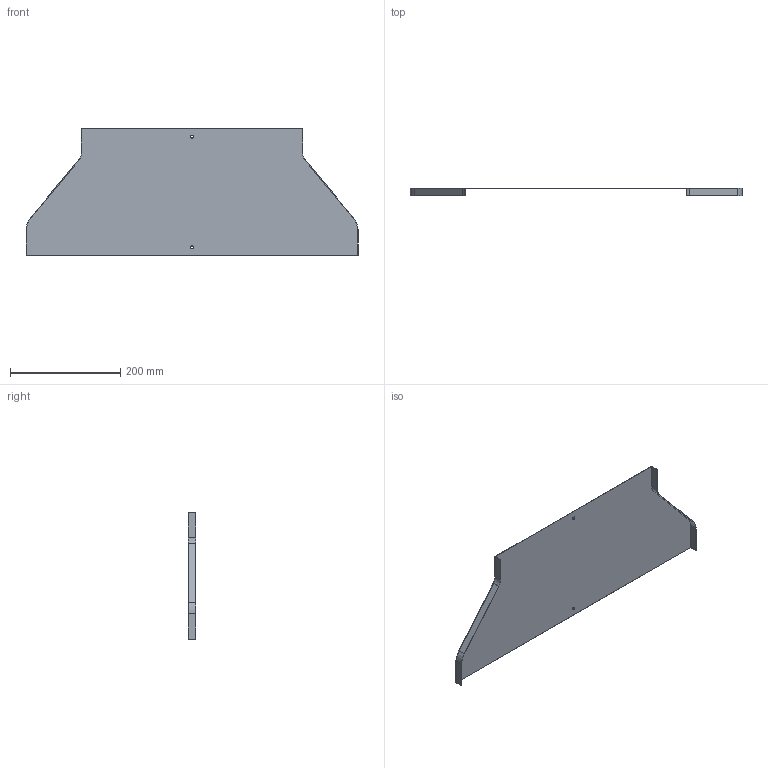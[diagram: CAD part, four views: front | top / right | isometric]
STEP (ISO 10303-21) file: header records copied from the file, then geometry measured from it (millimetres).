
FILE_DESCRIPTION (( 'STEP AP203' ), '1' );
FILE_NAME ('Êðûøêà íà ïåðåõîäíèê RRC_38192.STEP', '2012-11-26T06:58:24', ( 'Àñååâ' ), ( '' ), 'SwSTEP 2.0', 'SolidWorks 2012', '' );
FILE_SCHEMA (( 'CONFIG_CONTROL_DESIGN' ));
Length unit declared in the file: millimetre
Products named in the file (1): 署赅 磬 镥疱躅漤桕 RRC_38192
Bounding box: 602 x 14 x 230 mm (x, y, z)
Volume: 98490.7 mm3; surface area: 247520.8 mm2
Topology: 1 solids, 1 shells, 28 faces, 78 edges, 52 vertices
Faces by surface type: plane 18, cylinder 10
Full cylindrical faces by diameter (mm): 5 x2
Entity records: 977 total; most frequent: CARTESIAN_POINT 157, DIRECTION 154, ORIENTED_EDGE 152, EDGE_CURVE 76, VECTOR 56, LINE 56, VERTEX_POINT 52, AXIS2_PLACEMENT_3D 49
